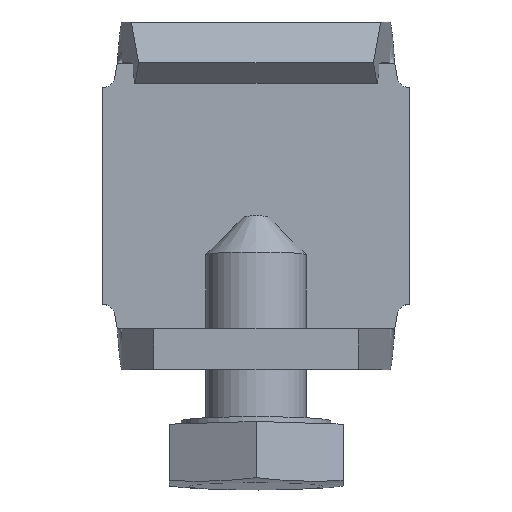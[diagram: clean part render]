
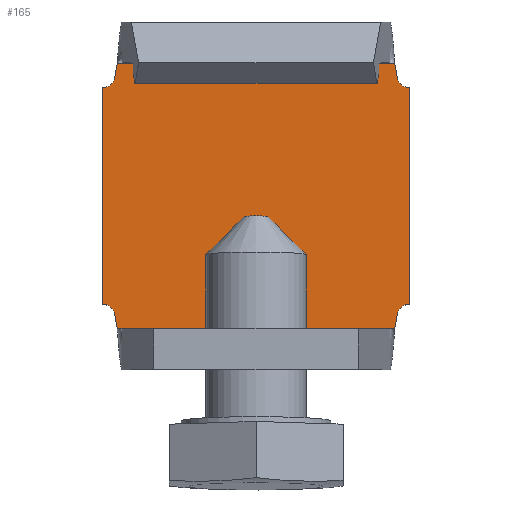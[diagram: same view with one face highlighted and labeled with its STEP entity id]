
A CAD part, top view. The second image highlights one B-rep face of the part: STEP entity #165.
In plain terms, the highlighted planar face has unit normal (0, 0, 1).
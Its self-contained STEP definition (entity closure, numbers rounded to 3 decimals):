
#142=CIRCLE('',#881,1.2);
#143=CIRCLE('',#882,1.2);
#144=CIRCLE('',#883,1.2);
#145=CIRCLE('',#884,1.2);
#165=ADVANCED_FACE('',(#238),#209,.T.);
#209=PLANE('',#885);
#238=FACE_OUTER_BOUND('',#289,.T.);
#289=EDGE_LOOP('',(#391,#392,#393,#394,#395,#396,#397,#398,#399,#400,#401,
#402));
#391=ORIENTED_EDGE('',*,*,#639,.T.);
#392=ORIENTED_EDGE('',*,*,#640,.T.);
#393=ORIENTED_EDGE('',*,*,#641,.T.);
#394=ORIENTED_EDGE('',*,*,#642,.F.);
#395=ORIENTED_EDGE('',*,*,#643,.F.);
#396=ORIENTED_EDGE('',*,*,#644,.F.);
#397=ORIENTED_EDGE('',*,*,#645,.T.);
#398=ORIENTED_EDGE('',*,*,#646,.T.);
#399=ORIENTED_EDGE('',*,*,#647,.T.);
#400=ORIENTED_EDGE('',*,*,#648,.F.);
#401=ORIENTED_EDGE('',*,*,#649,.F.);
#402=ORIENTED_EDGE('',*,*,#650,.F.);
#567=VERTEX_POINT('',#1237);
#568=VERTEX_POINT('',#1238);
#569=VERTEX_POINT('',#1240);
#570=VERTEX_POINT('',#1242);
#571=VERTEX_POINT('',#1244);
#572=VERTEX_POINT('',#1246);
#573=VERTEX_POINT('',#1248);
#574=VERTEX_POINT('',#1250);
#575=VERTEX_POINT('',#1252);
#576=VERTEX_POINT('',#1254);
#577=VERTEX_POINT('',#1256);
#578=VERTEX_POINT('',#1258);
#639=EDGE_CURVE('',#567,#568,#730,.T.);
#640=EDGE_CURVE('',#568,#569,#731,.T.);
#641=EDGE_CURVE('',#569,#570,#732,.T.);
#642=EDGE_CURVE('',#571,#570,#142,.T.);
#643=EDGE_CURVE('',#572,#571,#733,.T.);
#644=EDGE_CURVE('',#573,#572,#143,.T.);
#645=EDGE_CURVE('',#573,#574,#734,.T.);
#646=EDGE_CURVE('',#574,#575,#735,.T.);
#647=EDGE_CURVE('',#575,#576,#736,.T.);
#648=EDGE_CURVE('',#577,#576,#144,.T.);
#649=EDGE_CURVE('',#578,#577,#737,.T.);
#650=EDGE_CURVE('',#567,#578,#145,.T.);
#730=LINE('',#1236,#803);
#731=LINE('',#1239,#804);
#732=LINE('',#1241,#805);
#733=LINE('',#1245,#806);
#734=LINE('',#1249,#807);
#735=LINE('',#1251,#808);
#736=LINE('',#1253,#809);
#737=LINE('',#1257,#810);
#803=VECTOR('',#978,1.);
#804=VECTOR('',#979,1.);
#805=VECTOR('',#980,1.);
#806=VECTOR('',#983,1.);
#807=VECTOR('',#986,1.);
#808=VECTOR('',#987,1.);
#809=VECTOR('',#988,1.);
#810=VECTOR('',#991,1.);
#881=AXIS2_PLACEMENT_3D('',#1243,#981,#982);
#882=AXIS2_PLACEMENT_3D('',#1247,#984,#985);
#883=AXIS2_PLACEMENT_3D('',#1255,#989,#990);
#884=AXIS2_PLACEMENT_3D('',#1259,#992,#993);
#885=AXIS2_PLACEMENT_3D('',#1260,#994,#995);
#978=DIRECTION('',(0.175,-0.985,0.));
#979=DIRECTION('',(1.,0.,0.));
#980=DIRECTION('',(0.175,0.985,0.));
#981=DIRECTION('',(0.,0.,1.));
#982=DIRECTION('',(1.,0.,0.));
#983=DIRECTION('',(0.,-1.,0.));
#984=DIRECTION('',(0.,0.,1.));
#985=DIRECTION('',(1.,0.,0.));
#986=DIRECTION('',(-0.175,0.985,0.));
#987=DIRECTION('',(-1.,0.,0.));
#988=DIRECTION('',(-0.175,-0.985,0.));
#989=DIRECTION('',(0.,0.,1.));
#990=DIRECTION('',(1.,0.,0.));
#991=DIRECTION('',(0.,1.,0.));
#992=DIRECTION('',(0.,0.,1.));
#993=DIRECTION('',(1.,0.,0.));
#994=DIRECTION('',(0.,0.,1.));
#995=DIRECTION('',(1.,0.,0.));
#1236=CARTESIAN_POINT('',(0.387,25.907,4.));
#1237=CARTESIAN_POINT('',(1.182,21.427,4.));
#1238=CARTESIAN_POINT('',(1.435,20.,4.));
#1239=CARTESIAN_POINT('',(15.,20.,4.));
#1240=CARTESIAN_POINT('',(28.565,20.,4.));
#1241=CARTESIAN_POINT('',(29.613,25.907,4.));
#1242=CARTESIAN_POINT('',(28.818,21.427,4.));
#1243=CARTESIAN_POINT('',(30.,21.217,4.));
#1244=CARTESIAN_POINT('',(30.,22.417,4.));
#1245=CARTESIAN_POINT('',(30.,28.5,4.));
#1246=CARTESIAN_POINT('',(30.,43.583,4.));
#1247=CARTESIAN_POINT('',(30.,44.783,4.));
#1248=CARTESIAN_POINT('',(28.818,44.573,4.));
#1249=CARTESIAN_POINT('',(31.162,31.368,4.));
#1250=CARTESIAN_POINT('',(28.565,46.,4.));
#1251=CARTESIAN_POINT('',(15.,46.,4.));
#1252=CARTESIAN_POINT('',(1.435,46.,4.));
#1253=CARTESIAN_POINT('',(-1.162,31.368,4.));
#1254=CARTESIAN_POINT('',(1.182,44.573,4.));
#1255=CARTESIAN_POINT('',(0.,44.783,4.));
#1256=CARTESIAN_POINT('',(0.,43.583,4.));
#1257=CARTESIAN_POINT('',(0.,28.5,4.));
#1258=CARTESIAN_POINT('',(0.,22.417,4.));
#1259=CARTESIAN_POINT('',(0.,21.217,4.));
#1260=CARTESIAN_POINT('',(15.,28.5,4.));
